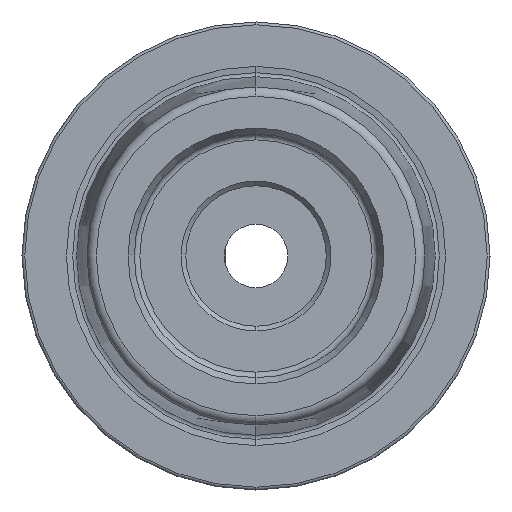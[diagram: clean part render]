
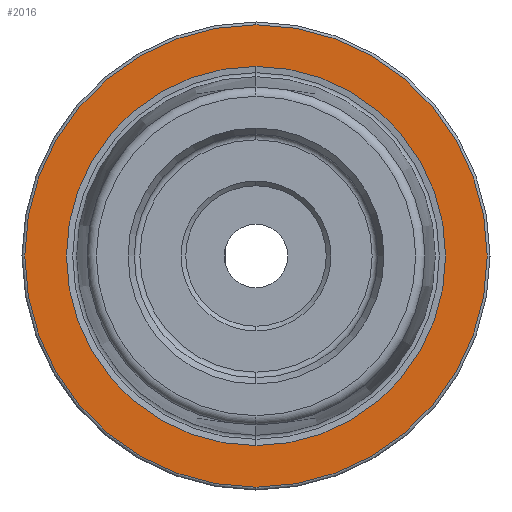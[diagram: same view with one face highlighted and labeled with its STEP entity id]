
A CAD part, left-side view. The second image highlights one B-rep face of the part: STEP entity #2016.
In plain terms, the highlighted planar face has unit normal (-1, 0, 0).
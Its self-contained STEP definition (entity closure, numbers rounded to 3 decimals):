
#21 = CARTESIAN_POINT ( 'NONE',  ( 0., 0., 20.258 ) ) ;
#247 = DIRECTION ( 'NONE',  ( -1., 0., 0. ) ) ;
#475 = FACE_BOUND ( 'NONE', #2296, .T. ) ;
#547 = CARTESIAN_POINT ( 'NONE',  ( 0., 0., 0. ) ) ;
#625 = ORIENTED_EDGE ( 'NONE', *, *, #2517, .T. ) ;
#750 = CARTESIAN_POINT ( 'NONE',  ( 0., 0., 24.7 ) ) ;
#823 = CARTESIAN_POINT ( 'NONE',  ( 0., 0., 0. ) ) ;
#955 = EDGE_CURVE ( 'NONE', #3212, #2745, #2260, .T. ) ;
#1034 = ORIENTED_EDGE ( 'NONE', *, *, #1541, .F. ) ;
#1224 = CIRCLE ( 'NONE', #3918, 20.258 ) ;
#1331 = EDGE_LOOP ( 'NONE', ( #625, #3273 ) ) ;
#1377 = CIRCLE ( 'NONE', #2995, 20.258 ) ;
#1444 = DIRECTION ( 'NONE',  ( 0., 0., 1. ) ) ;
#1541 = EDGE_CURVE ( 'NONE', #1848, #1915, #1377, .T. ) ;
#1700 = DIRECTION ( 'NONE',  ( 0., 0., -1. ) ) ;
#1712 = AXIS2_PLACEMENT_3D ( 'NONE', #3585, #2948, #1700 ) ;
#1713 = DIRECTION ( 'NONE',  ( -1., 0., 0. ) ) ;
#1848 = VERTEX_POINT ( 'NONE', #4009 ) ;
#1915 = VERTEX_POINT ( 'NONE', #21 ) ;
#2012 = EDGE_CURVE ( 'NONE', #1915, #1848, #1224, .T. ) ;
#2016 = ADVANCED_FACE ( 'NONE', ( #475, #2345 ), #2631, .F. ) ;
#2260 = CIRCLE ( 'NONE', #2312, 24.7 ) ;
#2284 = DIRECTION ( 'NONE',  ( -1., 0., 0. ) ) ;
#2296 = EDGE_LOOP ( 'NONE', ( #2899, #1034 ) ) ;
#2300 = DIRECTION ( 'NONE',  ( 0., 0., 1. ) ) ;
#2312 = AXIS2_PLACEMENT_3D ( 'NONE', #547, #3689, #3043 ) ;
#2319 = AXIS2_PLACEMENT_3D ( 'NONE', #823, #247, #3330 ) ;
#2345 = FACE_OUTER_BOUND ( 'NONE', #1331, .T. ) ;
#2517 = EDGE_CURVE ( 'NONE', #2745, #3212, #2730, .T. ) ;
#2631 = PLANE ( 'NONE',  #1712 ) ;
#2730 = CIRCLE ( 'NONE', #2319, 24.7 ) ;
#2745 = VERTEX_POINT ( 'NONE', #750 ) ;
#2899 = ORIENTED_EDGE ( 'NONE', *, *, #2012, .F. ) ;
#2948 = DIRECTION ( 'NONE',  ( 1., 0., 0. ) ) ;
#2995 = AXIS2_PLACEMENT_3D ( 'NONE', #3822, #2284, #2300 ) ;
#3043 = DIRECTION ( 'NONE',  ( 0., 0., 1. ) ) ;
#3212 = VERTEX_POINT ( 'NONE', #3459 ) ;
#3273 = ORIENTED_EDGE ( 'NONE', *, *, #955, .T. ) ;
#3330 = DIRECTION ( 'NONE',  ( 0., 0., 1. ) ) ;
#3459 = CARTESIAN_POINT ( 'NONE',  ( 0., 0., -24.7 ) ) ;
#3572 = CARTESIAN_POINT ( 'NONE',  ( 0., 0., 0. ) ) ;
#3585 = CARTESIAN_POINT ( 'NONE',  ( 0., 24.7, 0. ) ) ;
#3689 = DIRECTION ( 'NONE',  ( -1., 0., 0. ) ) ;
#3822 = CARTESIAN_POINT ( 'NONE',  ( 0., 0., 0. ) ) ;
#3918 = AXIS2_PLACEMENT_3D ( 'NONE', #3572, #1713, #1444 ) ;
#4009 = CARTESIAN_POINT ( 'NONE',  ( 0., 0., -20.258 ) ) ;
